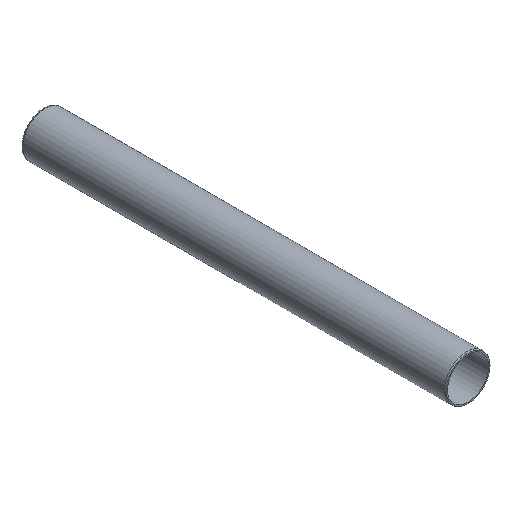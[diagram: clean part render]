
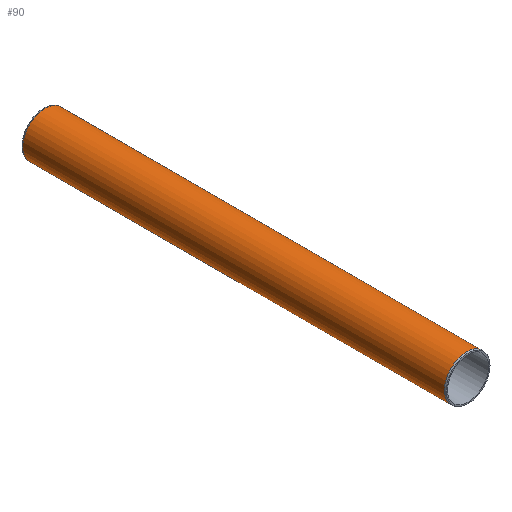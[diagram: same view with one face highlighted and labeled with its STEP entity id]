
A CAD part, isometric view. The second image highlights one B-rep face of the part: STEP entity #90.
In plain terms, the highlighted cylindrical face has radius 315 mm (diameter 630 mm), a full revolution.
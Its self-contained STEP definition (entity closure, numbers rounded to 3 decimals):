
#24=FACE_OUTER_BOUND('',#31,.T.);
#31=EDGE_LOOP('',(#75,#76,#77,#78));
#37=LINE('',#175,#41);
#41=VECTOR('',#150,315.);
#46=CIRCLE('',#122,315.);
#47=CIRCLE('',#124,315.);
#52=VERTEX_POINT('',#169);
#53=VERTEX_POINT('',#173);
#59=EDGE_CURVE('',#52,#52,#46,.T.);
#61=EDGE_CURVE('',#53,#53,#47,.T.);
#62=EDGE_CURVE('',#53,#52,#37,.T.);
#75=ORIENTED_EDGE('',*,*,#61,.F.);
#76=ORIENTED_EDGE('',*,*,#62,.T.);
#77=ORIENTED_EDGE('',*,*,#59,.T.);
#78=ORIENTED_EDGE('',*,*,#62,.F.);
#86=CYLINDRICAL_SURFACE('',#123,315.);
#90=ADVANCED_FACE('',(#24),#86,.T.);
#122=AXIS2_PLACEMENT_3D('',#170,#143,#144);
#123=AXIS2_PLACEMENT_3D('',#172,#146,#147);
#124=AXIS2_PLACEMENT_3D('',#174,#148,#149);
#143=DIRECTION('center_axis',(0.,1.,0.));
#144=DIRECTION('ref_axis',(1.,0.,0.));
#146=DIRECTION('center_axis',(0.,1.,0.));
#147=DIRECTION('ref_axis',(-1.,0.,0.));
#148=DIRECTION('center_axis',(0.,1.,0.));
#149=DIRECTION('ref_axis',(1.,0.,0.));
#150=DIRECTION('',(0.,-1.,0.));
#169=CARTESIAN_POINT('',(315.,-5509.499,0.));
#170=CARTESIAN_POINT('Origin',(0.,-5509.499,0.));
#172=CARTESIAN_POINT('Origin',(0.,-2529.499,
0.));
#173=CARTESIAN_POINT('',(315.,450.501,0.));
#174=CARTESIAN_POINT('Origin',(0.,450.501,0.));
#175=CARTESIAN_POINT('',(315.,-2529.499,0.));
